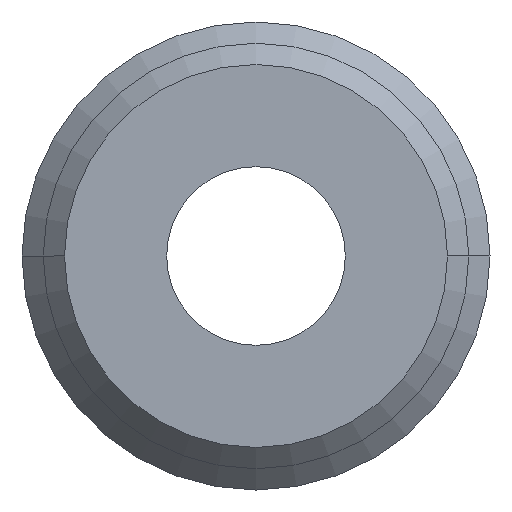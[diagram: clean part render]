
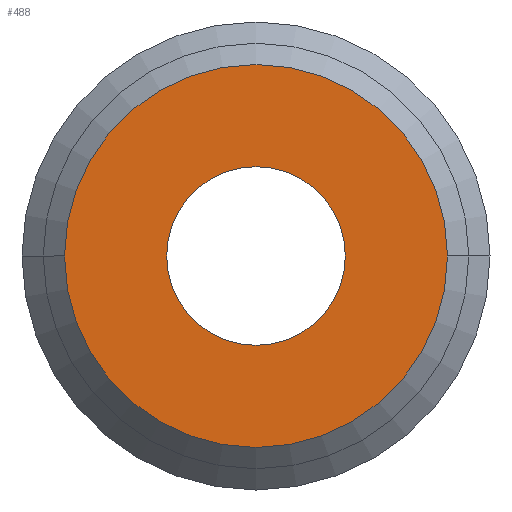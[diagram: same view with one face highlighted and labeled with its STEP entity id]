
A CAD part, front view. The second image highlights one B-rep face of the part: STEP entity #488.
In plain terms, the highlighted planar face has unit normal (0, -1, 0).
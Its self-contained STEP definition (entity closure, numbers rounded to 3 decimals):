
#49=CARTESIAN_POINT('',(-2.1,0.,0.0));
#50=VERTEX_POINT('',#49);
#59=CARTESIAN_POINT('',(2.1,0.0,0.));
#60=VERTEX_POINT('',#59);
#61=CARTESIAN_POINT('',(0.0,0.,0.0));
#62=DIRECTION('',(0.0,1.0,0.0));
#63=DIRECTION('',(-1.0,0.0,0.0));
#64=AXIS2_PLACEMENT_3D('',#61,#62,#63);
#65=CIRCLE('',#64,2.1);
#66=EDGE_CURVE('',#60,#50,#65,.T.);
#312=CARTESIAN_POINT('',(4.5,0.,0.));
#313=VERTEX_POINT('',#312);
#320=CARTESIAN_POINT('',(-4.5,0.,0.));
#321=VERTEX_POINT('',#320);
#322=CARTESIAN_POINT('',(0.0,0.,0.0));
#323=DIRECTION('',(0.0,1.0,0.0));
#324=DIRECTION('',(1.0,0.0,0.0));
#325=AXIS2_PLACEMENT_3D('',#322,#323,#324);
#326=CIRCLE('',#325,4.5);
#327=EDGE_CURVE('',#313,#321,#326,.T.);
#459=CARTESIAN_POINT('',(0.0,0.,0.0));
#460=DIRECTION('',(0.0,1.0,0.0));
#461=DIRECTION('',(1.0,0.0,0.0));
#462=AXIS2_PLACEMENT_3D('',#459,#460,#461);
#463=CIRCLE('',#462,4.5);
#464=EDGE_CURVE('',#321,#313,#463,.T.);
#469=CARTESIAN_POINT('',(-3.55,0.,0.0));
#470=DIRECTION('',(0.0,-1.0,0.0));
#471=DIRECTION('',(0.0,0.0,-1.0));
#472=AXIS2_PLACEMENT_3D('',#469,#470,#471);
#473=PLANE('',#472);
#474=ORIENTED_EDGE('',*,*,#464,.F.);
#475=ORIENTED_EDGE('',*,*,#327,.F.);
#476=EDGE_LOOP('',(#474,#475));
#477=FACE_OUTER_BOUND('',#476,.T.);
#478=CARTESIAN_POINT('',(0.0,0.,0.0));
#479=DIRECTION('',(0.0,1.0,0.0));
#480=DIRECTION('',(-1.0,0.0,0.0));
#481=AXIS2_PLACEMENT_3D('',#478,#479,#480);
#482=CIRCLE('',#481,2.1);
#483=EDGE_CURVE('',#50,#60,#482,.T.);
#484=ORIENTED_EDGE('',*,*,#483,.T.);
#485=ORIENTED_EDGE('',*,*,#66,.T.);
#486=EDGE_LOOP('',(#484,#485));
#487=FACE_BOUND('',#486,.T.);
#488=ADVANCED_FACE('',(#477,#487),#473,.T.);
